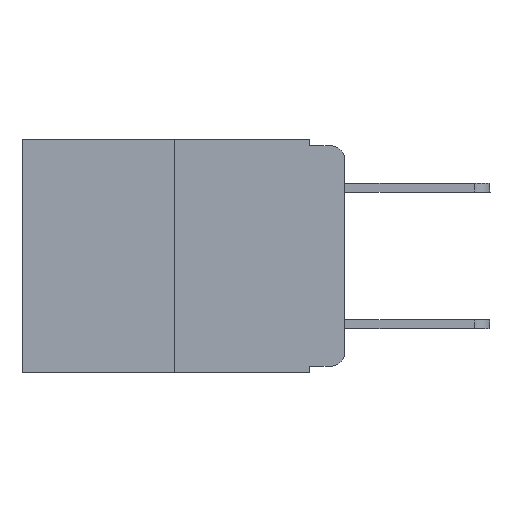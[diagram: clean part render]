
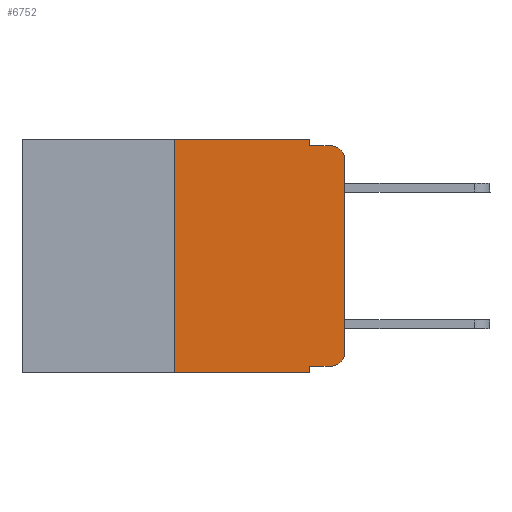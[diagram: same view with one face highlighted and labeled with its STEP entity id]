
A CAD part, left-side view. The second image highlights one B-rep face of the part: STEP entity #6752.
In plain terms, the highlighted planar face has unit normal (-1, 0, 0).
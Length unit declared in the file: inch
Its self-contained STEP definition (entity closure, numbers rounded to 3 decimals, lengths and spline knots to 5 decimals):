
#1385 = VERTEX_POINT ( 'NONE', #12343 ) ;
#1576 = VECTOR ( 'NONE', #5788, 39.37008 ) ;
#1651 = EDGE_CURVE ( 'NONE', #11450, #21675, #8821, .T. ) ;
#1815 = LINE ( 'NONE', #1990, #7520 ) ;
#1990 = CARTESIAN_POINT ( 'NONE',  ( 0., 0.051, -0.01 ) ) ;
#2434 = VECTOR ( 'NONE', #2663, 39.37008 ) ;
#2663 = DIRECTION ( 'NONE',  ( 0., 0., 1. ) ) ;
#2751 = VECTOR ( 'NONE', #3941, 39.37008 ) ;
#3312 = ORIENTED_EDGE ( 'NONE', *, *, #21364, .T. ) ;
#3362 = DIRECTION ( 'NONE',  ( 0., 0., -1. ) ) ;
#3941 = DIRECTION ( 'NONE',  ( 0., -1., 0. ) ) ;
#4225 = ORIENTED_EDGE ( 'NONE', *, *, #17737, .F. ) ;
#4227 = CARTESIAN_POINT ( 'NONE',  ( 0., 0.051, -0.333 ) ) ;
#4971 = CARTESIAN_POINT ( 'NONE',  ( 0., 0.051, -0.343 ) ) ;
#5168 = CARTESIAN_POINT ( 'NONE',  ( 0., 0.02, -0.03 ) ) ;
#5173 = EDGE_CURVE ( 'NONE', #1385, #7910, #10493, .T. ) ;
#5258 = DIRECTION ( 'NONE',  ( 0., 0., -1. ) ) ;
#5644 = VERTEX_POINT ( 'NONE', #11882 ) ;
#5788 = DIRECTION ( 'NONE',  ( 0., 0., -1. ) ) ;
#6101 = VECTOR ( 'NONE', #20570, 39.37008 ) ;
#6413 = CARTESIAN_POINT ( 'NONE',  ( 0., 0.473, 0. ) ) ;
#6640 = FACE_OUTER_BOUND ( 'NONE', #18324, .T. ) ;
#6752 = ADVANCED_FACE ( 'NONE', ( #6640 ), #15698, .F. ) ;
#6944 = VERTEX_POINT ( 'NONE', #20213 ) ;
#7208 = DIRECTION ( 'NONE',  ( -1., 0., 0. ) ) ;
#7520 = VECTOR ( 'NONE', #22275, 39.37008 ) ;
#7552 = EDGE_CURVE ( 'NONE', #8633, #18875, #20243, .T. ) ;
#7582 = CARTESIAN_POINT ( 'NONE',  ( 0., 0.051, 0. ) ) ;
#7716 = DIRECTION ( 'NONE',  ( 0., 0., -1. ) ) ;
#7910 = VERTEX_POINT ( 'NONE', #7582 ) ;
#8051 = CARTESIAN_POINT ( 'NONE',  ( 0., 0., -0.313 ) ) ;
#8633 = VERTEX_POINT ( 'NONE', #15616 ) ;
#8821 = LINE ( 'NONE', #9937, #11666 ) ;
#9924 = DIRECTION ( 'NONE',  ( 1., 0., 0. ) ) ;
#9937 = CARTESIAN_POINT ( 'NONE',  ( 0., 0., 0. ) ) ;
#10096 = CARTESIAN_POINT ( 'NONE',  ( 0., 0.25, -0.343 ) ) ;
#10493 = LINE ( 'NONE', #6413, #6101 ) ;
#10612 = ORIENTED_EDGE ( 'NONE', *, *, #19043, .T. ) ;
#10681 = CIRCLE ( 'NONE', #16907, 0.02 ) ;
#10904 = CARTESIAN_POINT ( 'NONE',  ( 0., 0.25, 0. ) ) ;
#11062 = LINE ( 'NONE', #13553, #24395 ) ;
#11450 = VERTEX_POINT ( 'NONE', #8051 ) ;
#11666 = VECTOR ( 'NONE', #16592, 39.37008 ) ;
#11799 = CARTESIAN_POINT ( 'NONE',  ( 0., 0.051, 0. ) ) ;
#11803 = CARTESIAN_POINT ( 'NONE',  ( 0., 0.473, 0. ) ) ;
#11882 = CARTESIAN_POINT ( 'NONE',  ( 0., 0.051, -0.01 ) ) ;
#12069 = ORIENTED_EDGE ( 'NONE', *, *, #17730, .F. ) ;
#12119 = ORIENTED_EDGE ( 'NONE', *, *, #13863, .F. ) ;
#12343 = CARTESIAN_POINT ( 'NONE',  ( 0., 0.25, 0. ) ) ;
#12446 = VERTEX_POINT ( 'NONE', #4971 ) ;
#13207 = LINE ( 'NONE', #10904, #2434 ) ;
#13520 = LINE ( 'NONE', #26118, #2751 ) ;
#13553 = CARTESIAN_POINT ( 'NONE',  ( 0., 0.051, 0. ) ) ;
#13863 = EDGE_CURVE ( 'NONE', #5644, #6944, #1815, .T. ) ;
#14042 = EDGE_CURVE ( 'NONE', #25053, #1385, #13207, .T. ) ;
#15494 = CARTESIAN_POINT ( 'NONE',  ( 0., 0.02, -0.313 ) ) ;
#15616 = CARTESIAN_POINT ( 'NONE',  ( 0., 0.051, -0.333 ) ) ;
#15698 = PLANE ( 'NONE',  #25890 ) ;
#15895 = ORIENTED_EDGE ( 'NONE', *, *, #7552, .T. ) ;
#16370 = ORIENTED_EDGE ( 'NONE', *, *, #14042, .F. ) ;
#16592 = DIRECTION ( 'NONE',  ( 0., 0., 1. ) ) ;
#16907 = AXIS2_PLACEMENT_3D ( 'NONE', #15494, #19297, #3362 ) ;
#17059 = VECTOR ( 'NONE', #20433, 39.37008 ) ;
#17730 = EDGE_CURVE ( 'NONE', #7910, #5644, #11062, .T. ) ;
#17737 = EDGE_CURVE ( 'NONE', #8633, #12446, #23459, .T. ) ;
#17898 = DIRECTION ( 'NONE',  ( 0., 0., -1. ) ) ;
#18324 = EDGE_LOOP ( 'NONE', ( #19538, #3312, #12119, #12069, #18539, #16370, #20762, #4225, #15895, #10612 ) ) ;
#18505 = CARTESIAN_POINT ( 'NONE',  ( 0., 0.02, -0.333 ) ) ;
#18539 = ORIENTED_EDGE ( 'NONE', *, *, #5173, .F. ) ;
#18875 = VERTEX_POINT ( 'NONE', #18505 ) ;
#19043 = EDGE_CURVE ( 'NONE', #18875, #11450, #10681, .T. ) ;
#19297 = DIRECTION ( 'NONE',  ( -1., 0., 0. ) ) ;
#19538 = ORIENTED_EDGE ( 'NONE', *, *, #1651, .T. ) ;
#19895 = EDGE_CURVE ( 'NONE', #25053, #12446, #13520, .T. ) ;
#20213 = CARTESIAN_POINT ( 'NONE',  ( 0., 0.02, -0.01 ) ) ;
#20243 = LINE ( 'NONE', #4227, #17059 ) ;
#20433 = DIRECTION ( 'NONE',  ( 0., -1., 0. ) ) ;
#20570 = DIRECTION ( 'NONE',  ( 0., -1., 0. ) ) ;
#20762 = ORIENTED_EDGE ( 'NONE', *, *, #19895, .T. ) ;
#21364 = EDGE_CURVE ( 'NONE', #21675, #6944, #21747, .T. ) ;
#21675 = VERTEX_POINT ( 'NONE', #24307 ) ;
#21747 = CIRCLE ( 'NONE', #25646, 0.02 ) ;
#22275 = DIRECTION ( 'NONE',  ( 0., -1., 0. ) ) ;
#23459 = LINE ( 'NONE', #11799, #1576 ) ;
#24307 = CARTESIAN_POINT ( 'NONE',  ( 0., 0., -0.03 ) ) ;
#24395 = VECTOR ( 'NONE', #7716, 39.37008 ) ;
#25053 = VERTEX_POINT ( 'NONE', #10096 ) ;
#25646 = AXIS2_PLACEMENT_3D ( 'NONE', #5168, #7208, #5258 ) ;
#25890 = AXIS2_PLACEMENT_3D ( 'NONE', #11803, #9924, #17898 ) ;
#26118 = CARTESIAN_POINT ( 'NONE',  ( 0., 0.473, -0.343 ) ) ;
